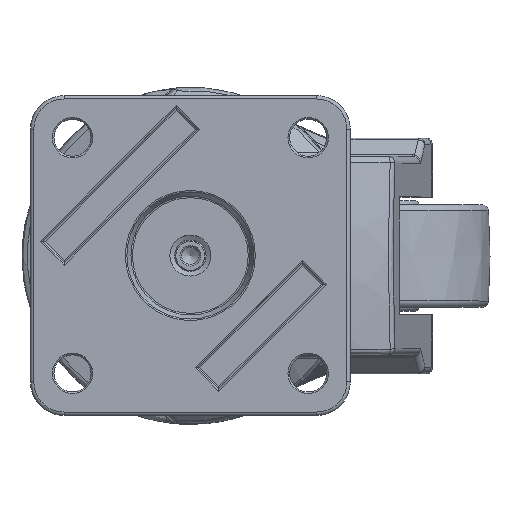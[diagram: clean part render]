
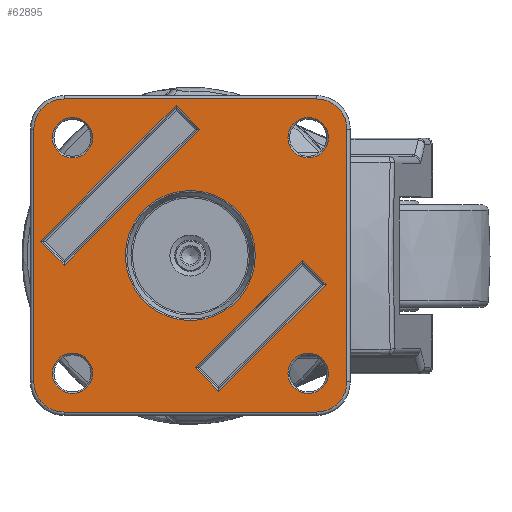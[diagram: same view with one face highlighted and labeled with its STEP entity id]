
A CAD part, top view. The second image highlights one B-rep face of the part: STEP entity #62895.
In plain terms, the highlighted planar face has unit normal (0, 0, 1).
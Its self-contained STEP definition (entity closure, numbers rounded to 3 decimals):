
#61546=CARTESIAN_POINT('',(62.634,21.884,17.85));
#61547=VERTEX_POINT('',#61546);
#61557=CARTESIAN_POINT('',(62.634,-53.116,17.85));
#61558=VERTEX_POINT('',#61557);
#61559=CARTESIAN_POINT('',(62.634,21.884,17.85));
#61560=DIRECTION('',(0.0,-1.0,0.0));
#61561=VECTOR('',#61560,75.);
#61562=LINE('',#61559,#61561);
#61563=EDGE_CURVE('',#61547,#61558,#61562,.T.);
#61586=CARTESIAN_POINT('',(-21.366,30.884,17.85));
#61587=VERTEX_POINT('',#61586);
#61597=CARTESIAN_POINT('',(53.634,30.884,17.85));
#61598=VERTEX_POINT('',#61597);
#61599=CARTESIAN_POINT('',(-21.366,30.884,17.85));
#61600=DIRECTION('',(1.0,0.0,0.0));
#61601=VECTOR('',#61600,75.0);
#61602=LINE('',#61599,#61601);
#61603=EDGE_CURVE('',#61587,#61598,#61602,.T.);
#61628=CARTESIAN_POINT('',(53.634,-62.116,17.85));
#61629=VERTEX_POINT('',#61628);
#61637=CARTESIAN_POINT('',(-21.366,-62.116,17.85));
#61638=VERTEX_POINT('',#61637);
#61639=CARTESIAN_POINT('',(53.634,-62.116,17.85));
#61640=DIRECTION('',(-1.0,0.0,0.0));
#61641=VECTOR('',#61640,75.0);
#61642=LINE('',#61639,#61641);
#61643=EDGE_CURVE('',#61629,#61638,#61642,.T.);
#61666=CARTESIAN_POINT('',(-30.366,-53.116,17.85));
#61667=VERTEX_POINT('',#61666);
#61675=CARTESIAN_POINT('',(-30.366,21.884,17.85));
#61676=VERTEX_POINT('',#61675);
#61677=CARTESIAN_POINT('',(-30.366,-53.116,17.85));
#61678=DIRECTION('',(0.0,1.0,0.0));
#61679=VECTOR('',#61678,75.0);
#61680=LINE('',#61677,#61679);
#61681=EDGE_CURVE('',#61667,#61676,#61680,.T.);
#61934=CARTESIAN_POINT('',(-24.866,-50.616,17.85));
#61935=VERTEX_POINT('',#61934);
#61936=CARTESIAN_POINT('',(-18.866,-50.616,17.85));
#61937=DIRECTION('',(0.0,0.0,1.0));
#61938=DIRECTION('',(1.0,0.0,0.0));
#61939=AXIS2_PLACEMENT_3D('',#61936,#61937,#61938);
#61940=CIRCLE('',#61939,6.);
#61941=EDGE_CURVE('',#61935,#61935,#61940,.T.);
#62050=CARTESIAN_POINT('',(-18.866,25.384,17.85));
#62051=VERTEX_POINT('',#62050);
#62052=CARTESIAN_POINT('',(-18.866,19.384,17.85));
#62053=DIRECTION('',(0.0,0.0,1.0));
#62054=DIRECTION('',(0.0,-1.0,0.0));
#62055=AXIS2_PLACEMENT_3D('',#62052,#62053,#62054);
#62056=CIRCLE('',#62055,6.);
#62057=EDGE_CURVE('',#62051,#62051,#62056,.T.);
#62118=CARTESIAN_POINT('',(57.134,19.384,17.85));
#62119=VERTEX_POINT('',#62118);
#62120=CARTESIAN_POINT('',(51.134,19.384,17.85));
#62121=DIRECTION('',(0.0,0.0,1.0));
#62122=DIRECTION('',(-1.0,0.0,0.0));
#62123=AXIS2_PLACEMENT_3D('',#62120,#62121,#62122);
#62124=CIRCLE('',#62123,6.);
#62125=EDGE_CURVE('',#62119,#62119,#62124,.T.);
#62186=CARTESIAN_POINT('',(51.134,-56.616,17.85));
#62187=VERTEX_POINT('',#62186);
#62188=CARTESIAN_POINT('',(51.134,-50.616,17.85));
#62189=DIRECTION('',(0.0,0.0,1.0));
#62190=DIRECTION('',(0.0,1.0,0.0));
#62191=AXIS2_PLACEMENT_3D('',#62188,#62189,#62190);
#62192=CIRCLE('',#62191,6.);
#62193=EDGE_CURVE('',#62187,#62187,#62192,.T.);
#62336=CARTESIAN_POINT('',(24.619,-55.921,17.85));
#62337=VERTEX_POINT('',#62336);
#62353=CARTESIAN_POINT('',(17.548,-48.85,17.85));
#62354=VERTEX_POINT('',#62353);
#62362=CARTESIAN_POINT('',(17.548,-48.85,17.85));
#62363=DIRECTION('',(0.707,-0.707,0.0));
#62364=VECTOR('',#62363,10.);
#62365=LINE('',#62362,#62364);
#62366=EDGE_CURVE('',#62354,#62337,#62365,.T.);
#62376=CARTESIAN_POINT('',(49.368,-17.03,17.85));
#62377=VERTEX_POINT('',#62376);
#62395=CARTESIAN_POINT('',(56.439,-24.101,17.85));
#62396=VERTEX_POINT('',#62395);
#62404=CARTESIAN_POINT('',(56.439,-24.101,17.85));
#62405=DIRECTION('',(-0.707,0.707,0.0));
#62406=VECTOR('',#62405,10.);
#62407=LINE('',#62404,#62406);
#62408=EDGE_CURVE('',#62396,#62377,#62407,.T.);
#62426=CARTESIAN_POINT('',(24.619,-55.921,17.85));
#62427=DIRECTION('',(0.707,0.707,0.0));
#62428=VECTOR('',#62427,45.);
#62429=LINE('',#62426,#62428);
#62430=EDGE_CURVE('',#62337,#62396,#62429,.T.);
#62448=CARTESIAN_POINT('',(49.368,-17.03,17.85));
#62449=DIRECTION('',(-0.707,-0.707,0.0));
#62450=VECTOR('',#62449,45.);
#62451=LINE('',#62448,#62450);
#62452=EDGE_CURVE('',#62377,#62354,#62451,.T.);
#62592=CARTESIAN_POINT('',(11.891,28.932,17.85));
#62593=VERTEX_POINT('',#62592);
#62609=CARTESIAN_POINT('',(18.962,21.86,17.85));
#62610=VERTEX_POINT('',#62609);
#62618=CARTESIAN_POINT('',(18.962,21.86,17.85));
#62619=DIRECTION('',(-0.707,0.707,0.0));
#62620=VECTOR('',#62619,10.);
#62621=LINE('',#62618,#62620);
#62622=EDGE_CURVE('',#62610,#62593,#62621,.T.);
#62632=CARTESIAN_POINT('',(-28.414,-11.374,17.85));
#62633=VERTEX_POINT('',#62632);
#62650=CARTESIAN_POINT('',(11.891,28.932,17.85));
#62651=DIRECTION('',(-0.707,-0.707,0.0));
#62652=VECTOR('',#62651,57.);
#62653=LINE('',#62650,#62652);
#62654=EDGE_CURVE('',#62593,#62633,#62653,.T.);
#62673=CARTESIAN_POINT('',(-21.343,-18.445,17.85));
#62674=VERTEX_POINT('',#62673);
#62682=CARTESIAN_POINT('',(-21.343,-18.445,17.85));
#62683=DIRECTION('',(0.707,0.707,0.0));
#62684=VECTOR('',#62683,57.);
#62685=LINE('',#62682,#62684);
#62686=EDGE_CURVE('',#62674,#62610,#62685,.T.);
#62704=CARTESIAN_POINT('',(-28.414,-11.374,17.85));
#62705=DIRECTION('',(0.707,-0.707,0.0));
#62706=VECTOR('',#62705,10.);
#62707=LINE('',#62704,#62706);
#62708=EDGE_CURVE('',#62633,#62674,#62707,.T.);
#62814=CARTESIAN_POINT('',(35.443,-15.616,17.85));
#62815=VERTEX_POINT('',#62814);
#62816=CARTESIAN_POINT('',(16.134,-15.616,17.85));
#62817=DIRECTION('',(0.0,0.0,1.0));
#62818=DIRECTION('',(-1.0,0.0,0.0));
#62819=AXIS2_PLACEMENT_3D('',#62816,#62817,#62818);
#62820=CIRCLE('',#62819,19.309);
#62821=EDGE_CURVE('',#62815,#62815,#62820,.T.);
#62829=CARTESIAN_POINT('',(16.134,-15.616,17.85));
#62830=DIRECTION('',(0.0,0.0,1.0));
#62831=DIRECTION('',(1.0,0.0,0.0));
#62832=AXIS2_PLACEMENT_3D('',#62829,#62830,#62831);
#62833=PLANE('',#62832);
#62834=ORIENTED_EDGE('',*,*,#61681,.F.);
#62835=CARTESIAN_POINT('',(-21.366,-53.116,17.85));
#62836=DIRECTION('',(0.0,0.0,-1.));
#62837=DIRECTION('',(-0.707,-0.707,0.0));
#62838=AXIS2_PLACEMENT_3D('',#62835,#62836,#62837);
#62839=CIRCLE('',#62838,9.);
#62840=EDGE_CURVE('',#61638,#61667,#62839,.T.);
#62841=ORIENTED_EDGE('',*,*,#62840,.F.);
#62842=ORIENTED_EDGE('',*,*,#61643,.F.);
#62843=CARTESIAN_POINT('',(53.634,-53.116,17.85));
#62844=DIRECTION('',(0.0,0.0,-1.));
#62845=DIRECTION('',(0.707,-0.707,0.0));
#62846=AXIS2_PLACEMENT_3D('',#62843,#62844,#62845);
#62847=CIRCLE('',#62846,9.);
#62848=EDGE_CURVE('',#61558,#61629,#62847,.T.);
#62849=ORIENTED_EDGE('',*,*,#62848,.F.);
#62850=ORIENTED_EDGE('',*,*,#61563,.F.);
#62851=CARTESIAN_POINT('',(53.634,21.884,17.85));
#62852=DIRECTION('',(0.0,0.0,-1.));
#62853=DIRECTION('',(0.707,0.707,0.0));
#62854=AXIS2_PLACEMENT_3D('',#62851,#62852,#62853);
#62855=CIRCLE('',#62854,9.);
#62856=EDGE_CURVE('',#61598,#61547,#62855,.T.);
#62857=ORIENTED_EDGE('',*,*,#62856,.F.);
#62858=ORIENTED_EDGE('',*,*,#61603,.F.);
#62859=CARTESIAN_POINT('',(-21.366,21.884,17.85));
#62860=DIRECTION('',(0.0,0.0,-1.));
#62861=DIRECTION('',(-0.707,0.707,0.0));
#62862=AXIS2_PLACEMENT_3D('',#62859,#62860,#62861);
#62863=CIRCLE('',#62862,9.);
#62864=EDGE_CURVE('',#61676,#61587,#62863,.T.);
#62865=ORIENTED_EDGE('',*,*,#62864,.F.);
#62866=EDGE_LOOP('',(#62834,#62841,#62842,#62849,#62850,#62857,#62858,#62865));
#62867=FACE_OUTER_BOUND('',#62866,.T.);
#62868=ORIENTED_EDGE('',*,*,#62708,.F.);
#62869=ORIENTED_EDGE('',*,*,#62654,.F.);
#62870=ORIENTED_EDGE('',*,*,#62622,.F.);
#62871=ORIENTED_EDGE('',*,*,#62686,.F.);
#62872=EDGE_LOOP('',(#62868,#62869,#62870,#62871));
#62873=FACE_BOUND('',#62872,.T.);
#62874=ORIENTED_EDGE('',*,*,#62193,.F.);
#62875=EDGE_LOOP('',(#62874));
#62876=FACE_BOUND('',#62875,.T.);
#62877=ORIENTED_EDGE('',*,*,#62057,.F.);
#62878=EDGE_LOOP('',(#62877));
#62879=FACE_BOUND('',#62878,.T.);
#62880=ORIENTED_EDGE('',*,*,#61941,.F.);
#62881=EDGE_LOOP('',(#62880));
#62882=FACE_BOUND('',#62881,.T.);
#62883=ORIENTED_EDGE('',*,*,#62125,.F.);
#62884=EDGE_LOOP('',(#62883));
#62885=FACE_BOUND('',#62884,.T.);
#62886=ORIENTED_EDGE('',*,*,#62430,.F.);
#62887=ORIENTED_EDGE('',*,*,#62366,.F.);
#62888=ORIENTED_EDGE('',*,*,#62452,.F.);
#62889=ORIENTED_EDGE('',*,*,#62408,.F.);
#62890=EDGE_LOOP('',(#62886,#62887,#62888,#62889));
#62891=FACE_BOUND('',#62890,.T.);
#62892=ORIENTED_EDGE('',*,*,#62821,.F.);
#62893=EDGE_LOOP('',(#62892));
#62894=FACE_BOUND('',#62893,.T.);
#62895=ADVANCED_FACE('',(#62867,#62873,#62876,#62879,#62882,#62885,#62891,#62894),#62833,.T.);
